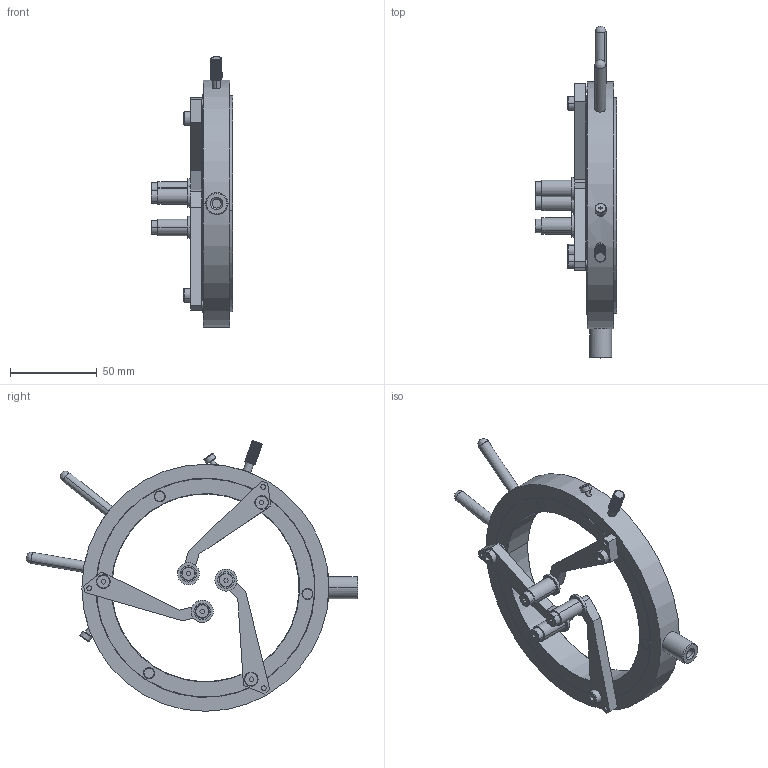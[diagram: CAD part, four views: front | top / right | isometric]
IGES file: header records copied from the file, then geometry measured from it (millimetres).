
Start section: SolidWorks IGES file using NURBS representation for surfaces
Global section: file name: 53038.igs; native system: SolidWorks 2011; preprocessor: SolidWorks 2011; author: BillB; date: 110630.104233; units: inch
Bounding box: 47.14 x 191.08 x 155.81 mm (x, y, z)
Volume: 131346.1 mm3; surface area: 39258.9 mm2
Topology: 1 solids, 1 shells, 382 faces, 910 edges, 569 vertices
Faces by surface type: bspline 382
